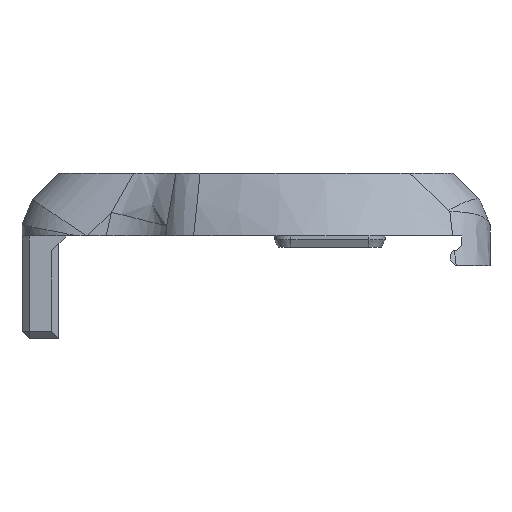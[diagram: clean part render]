
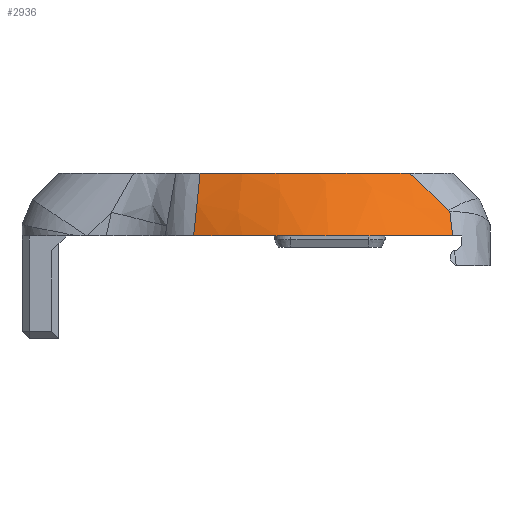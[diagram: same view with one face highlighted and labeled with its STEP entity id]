
A CAD part, front view. The second image highlights one B-rep face of the part: STEP entity #2936.
In plain terms, the highlighted conical face has half-angle 56.494 degrees and reference radius 8.431 mm.
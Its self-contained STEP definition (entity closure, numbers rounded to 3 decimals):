
#46=CONICAL_SURFACE('',#3144,8.432,0.986);
#70=(
BOUNDED_CURVE()
B_SPLINE_CURVE(2,(#4239,#4240,#4241),.UNSPECIFIED.,.F.,.F.)
B_SPLINE_CURVE_WITH_KNOTS((3,3),(0.219,1.974),
 .UNSPECIFIED.)
CURVE()
GEOMETRIC_REPRESENTATION_ITEM()
RATIONAL_B_SPLINE_CURVE((1.191,1.871,1.146))
REPRESENTATION_ITEM('')
);
#76=(
BOUNDED_CURVE()
B_SPLINE_CURVE(2,(#4709,#4710,#4711),.UNSPECIFIED.,.F.,.F.)
B_SPLINE_CURVE_WITH_KNOTS((3,3),(3.183,6.365),
 .UNSPECIFIED.)
CURVE()
GEOMETRIC_REPRESENTATION_ITEM()
RATIONAL_B_SPLINE_CURVE((2.601,2.955,2.417))
REPRESENTATION_ITEM('')
);
#101=B_SPLINE_CURVE_WITH_KNOTS('',3,(#4673,#4674,#4675,#4676),
 .UNSPECIFIED.,.F.,.F.,(4,4),(1.794,2.131),
 .UNSPECIFIED.);
#105=B_SPLINE_CURVE_WITH_KNOTS('',3,(#4695,#4696,#4697,#4698),
 .UNSPECIFIED.,.F.,.F.,(4,4),(-1.96,-1.833),
 .UNSPECIFIED.);
#106=B_SPLINE_CURVE_WITH_KNOTS('',3,(#4700,#4701,#4702,#4703),
 .UNSPECIFIED.,.F.,.F.,(4,4),(1.197,1.206),
 .UNSPECIFIED.);
#107=B_SPLINE_CURVE_WITH_KNOTS('',3,(#4705,#4706,#4707,#4708),
 .UNSPECIFIED.,.F.,.F.,(4,4),(1.198,1.437),
 .UNSPECIFIED.);
#261=FACE_OUTER_BOUND('',#436,.T.);
#436=EDGE_LOOP('',(#2299,#2300,#2301,#2302,#2303,#2304));
#1257=VERTEX_POINT('',#4230);
#1258=VERTEX_POINT('',#4238);
#1345=VERTEX_POINT('',#4672);
#1347=VERTEX_POINT('',#4694);
#1348=VERTEX_POINT('',#4699);
#1349=VERTEX_POINT('',#4704);
#1571=EDGE_CURVE('',#1257,#1258,#70,.T.);
#1700=EDGE_CURVE('',#1258,#1345,#101,.T.);
#1704=EDGE_CURVE('',#1347,#1257,#105,.T.);
#1705=EDGE_CURVE('',#1348,#1347,#106,.T.);
#1706=EDGE_CURVE('',#1349,#1348,#107,.T.);
#1707=EDGE_CURVE('',#1345,#1349,#76,.F.);
#2299=ORIENTED_EDGE('',*,*,#1571,.F.);
#2300=ORIENTED_EDGE('',*,*,#1704,.F.);
#2301=ORIENTED_EDGE('',*,*,#1705,.F.);
#2302=ORIENTED_EDGE('',*,*,#1706,.F.);
#2303=ORIENTED_EDGE('',*,*,#1707,.F.);
#2304=ORIENTED_EDGE('',*,*,#1700,.F.);
#2936=ADVANCED_FACE('',(#261),#46,.T.);
#3144=AXIS2_PLACEMENT_3D('',#4693,#3664,#3665);
#3664=DIRECTION('center_axis',(0.,1.,0.));
#3665=DIRECTION('ref_axis',(1.,0.,0.));
#4230=CARTESIAN_POINT('',(6.645,-4.827,5.6));
#4238=CARTESIAN_POINT('',(-7.37,-4.455,5.6));
#4239=CARTESIAN_POINT('Ctrl Pts',(6.645,-4.827,5.6));
#4240=CARTESIAN_POINT('Ctrl Pts',(-0.143,-8.264,
5.6));
#4241=CARTESIAN_POINT('Ctrl Pts',(-7.37,-4.455,5.6));
#4672=CARTESIAN_POINT('',(-7.02,-3.026,9.));
#4673=CARTESIAN_POINT('Ctrl Pts',(-7.37,-4.455,5.6));
#4674=CARTESIAN_POINT('Ctrl Pts',(-7.238,-4.038,6.815));
#4675=CARTESIAN_POINT('Ctrl Pts',(-7.119,-3.546,7.93));
#4676=CARTESIAN_POINT('Ctrl Pts',(-7.02,-3.026,9.));
#4693=CARTESIAN_POINT('Origin',(-0.002,-5.,0.));
#4694=CARTESIAN_POINT('',(6.491,-4.304,6.912));
#4695=CARTESIAN_POINT('Ctrl Pts',(6.491,-4.305,6.912));
#4696=CARTESIAN_POINT('Ctrl Pts',(6.541,-4.488,6.488));
#4697=CARTESIAN_POINT('Ctrl Pts',(6.593,-4.664,6.053));
#4698=CARTESIAN_POINT('Ctrl Pts',(6.647,-4.829,5.601));
#4699=CARTESIAN_POINT('',(6.443,-4.28,7.005));
#4700=CARTESIAN_POINT('Ctrl Pts',(6.443,-4.28,7.005));
#4701=CARTESIAN_POINT('Ctrl Pts',(6.459,-4.288,6.974));
#4702=CARTESIAN_POINT('Ctrl Pts',(6.475,-4.296,6.943));
#4703=CARTESIAN_POINT('Ctrl Pts',(6.491,-4.304,6.912));
#4704=CARTESIAN_POINT('',(4.294,-3.98,9.));
#4705=CARTESIAN_POINT('Ctrl Pts',(4.294,-3.98,9.));
#4706=CARTESIAN_POINT('Ctrl Pts',(5.003,-4.151,8.374));
#4707=CARTESIAN_POINT('Ctrl Pts',(5.731,-4.257,7.703));
#4708=CARTESIAN_POINT('Ctrl Pts',(6.443,-4.279,7.005));
#4709=CARTESIAN_POINT('Ctrl Pts',(4.294,-3.98,9.));
#4710=CARTESIAN_POINT('Ctrl Pts',(-0.982,-5.484,
9.));
#4711=CARTESIAN_POINT('Ctrl Pts',(-7.02,-3.026,9.));
